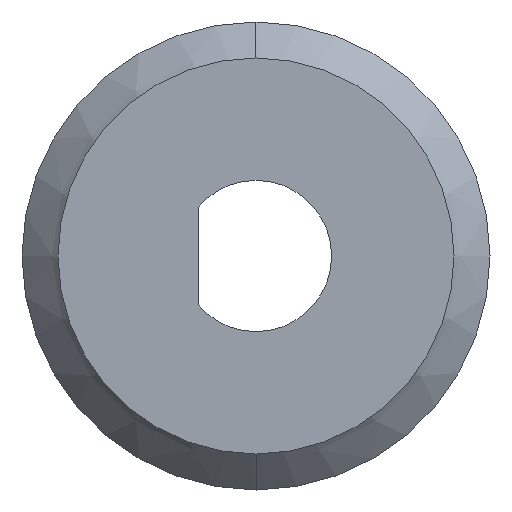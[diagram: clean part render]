
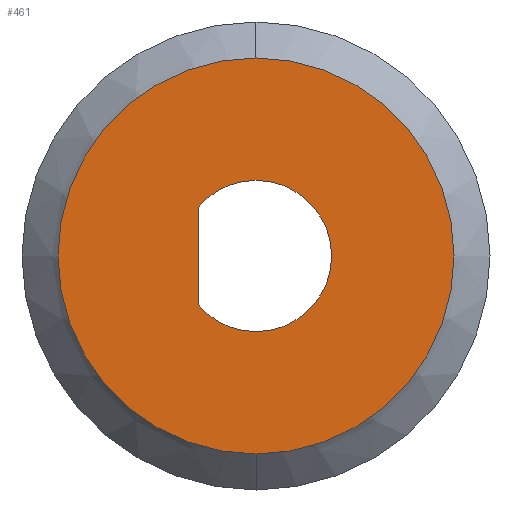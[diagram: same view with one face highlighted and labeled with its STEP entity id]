
A CAD part, left-side view. The second image highlights one B-rep face of the part: STEP entity #461.
In plain terms, the highlighted planar face has unit normal (-1, 0, 0).
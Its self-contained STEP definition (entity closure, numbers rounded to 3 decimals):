
#5 = DIRECTION ( 'NONE',  ( 0., 0., -1. ) ) ;
#76 = FACE_OUTER_BOUND ( 'NONE', #1012, .T. ) ;
#181 = EDGE_CURVE ( 'NONE', #1108, #1795, #488, .T. ) ;
#237 = CARTESIAN_POINT ( 'NONE',  ( -4.5, 0., -2.1 ) ) ;
#238 = EDGE_CURVE ( 'NONE', #850, #644, #1838, .T. ) ;
#257 = EDGE_CURVE ( 'NONE', #3106, #850, #1495, .T. ) ;
#300 = ORIENTED_EDGE ( 'NONE', *, *, #2991, .T. ) ;
#406 = AXIS2_PLACEMENT_3D ( 'NONE', #3223, #2616, #1245 ) ;
#450 = DIRECTION ( 'NONE',  ( 0., 0., -1. ) ) ;
#461 = ADVANCED_FACE ( 'NONE', ( #76, #2951 ), #3507, .F. ) ;
#479 = DIRECTION ( 'NONE',  ( 0., 0., -1. ) ) ;
#488 = CIRCLE ( 'NONE', #1510, 5.5 ) ;
#532 = DIRECTION ( 'NONE',  ( 1., 0., 0. ) ) ;
#644 = VERTEX_POINT ( 'NONE', #3276 ) ;
#665 = CARTESIAN_POINT ( 'NONE',  ( -4.5, 0., -5.5 ) ) ;
#743 = CIRCLE ( 'NONE', #1912, 2.1 ) ;
#827 = CIRCLE ( 'NONE', #2975, 2.1 ) ;
#850 = VERTEX_POINT ( 'NONE', #1882 ) ;
#872 = CARTESIAN_POINT ( 'NONE',  ( -4.5, 0., 0. ) ) ;
#965 = ORIENTED_EDGE ( 'NONE', *, *, #1588, .F. ) ;
#1012 = EDGE_LOOP ( 'NONE', ( #965, #1382 ) ) ;
#1076 = CARTESIAN_POINT ( 'NONE',  ( -4.5, 1.6, -1.323 ) ) ;
#1089 = DIRECTION ( 'NONE',  ( 0., 0., -1. ) ) ;
#1091 = VECTOR ( 'NONE', #3639, 1000. ) ;
#1108 = VERTEX_POINT ( 'NONE', #2876 ) ;
#1139 = ORIENTED_EDGE ( 'NONE', *, *, #257, .T. ) ;
#1181 = ORIENTED_EDGE ( 'NONE', *, *, #238, .T. ) ;
#1245 = DIRECTION ( 'NONE',  ( 0., 0., -1. ) ) ;
#1286 = CARTESIAN_POINT ( 'NONE',  ( -4.5, 0., 2.1 ) ) ;
#1382 = ORIENTED_EDGE ( 'NONE', *, *, #181, .F. ) ;
#1402 = EDGE_CURVE ( 'NONE', #644, #2213, #743, .T. ) ;
#1438 = EDGE_LOOP ( 'NONE', ( #2855, #300, #1139, #1181 ) ) ;
#1495 = CIRCLE ( 'NONE', #1884, 2.1 ) ;
#1510 = AXIS2_PLACEMENT_3D ( 'NONE', #3021, #2191, #450 ) ;
#1588 = EDGE_CURVE ( 'NONE', #1795, #1108, #2283, .T. ) ;
#1724 = AXIS2_PLACEMENT_3D ( 'NONE', #872, #532, #5 ) ;
#1795 = VERTEX_POINT ( 'NONE', #665 ) ;
#1838 = LINE ( 'NONE', #1076, #1091 ) ;
#1882 = CARTESIAN_POINT ( 'NONE',  ( -4.5, 1.6, -1.36 ) ) ;
#1884 = AXIS2_PLACEMENT_3D ( 'NONE', #2499, #2810, #2240 ) ;
#1912 = AXIS2_PLACEMENT_3D ( 'NONE', #2536, #3670, #1089 ) ;
#2191 = DIRECTION ( 'NONE',  ( 1., 0., 0. ) ) ;
#2213 = VERTEX_POINT ( 'NONE', #1286 ) ;
#2240 = DIRECTION ( 'NONE',  ( 0., 0., -1. ) ) ;
#2283 = CIRCLE ( 'NONE', #1724, 5.5 ) ;
#2499 = CARTESIAN_POINT ( 'NONE',  ( -4.5, 0., 0. ) ) ;
#2536 = CARTESIAN_POINT ( 'NONE',  ( -4.5, 0., 0. ) ) ;
#2616 = DIRECTION ( 'NONE',  ( 1., 0., 0. ) ) ;
#2810 = DIRECTION ( 'NONE',  ( 1., 0., 0. ) ) ;
#2855 = ORIENTED_EDGE ( 'NONE', *, *, #1402, .T. ) ;
#2876 = CARTESIAN_POINT ( 'NONE',  ( -4.5, 0., 5.5 ) ) ;
#2951 = FACE_BOUND ( 'NONE', #1438, .T. ) ;
#2975 = AXIS2_PLACEMENT_3D ( 'NONE', #3353, #3036, #479 ) ;
#2991 = EDGE_CURVE ( 'NONE', #2213, #3106, #827, .T. ) ;
#3021 = CARTESIAN_POINT ( 'NONE',  ( -4.5, 0., 0. ) ) ;
#3036 = DIRECTION ( 'NONE',  ( 1., 0., 0. ) ) ;
#3106 = VERTEX_POINT ( 'NONE', #237 ) ;
#3223 = CARTESIAN_POINT ( 'NONE',  ( -4.5, -5.5, 0. ) ) ;
#3276 = CARTESIAN_POINT ( 'NONE',  ( -4.5, 1.6, 1.36 ) ) ;
#3353 = CARTESIAN_POINT ( 'NONE',  ( -4.5, 0., 0. ) ) ;
#3507 = PLANE ( 'NONE',  #406 ) ;
#3639 = DIRECTION ( 'NONE',  ( 0., 0., 1. ) ) ;
#3670 = DIRECTION ( 'NONE',  ( 1., 0., 0. ) ) ;
